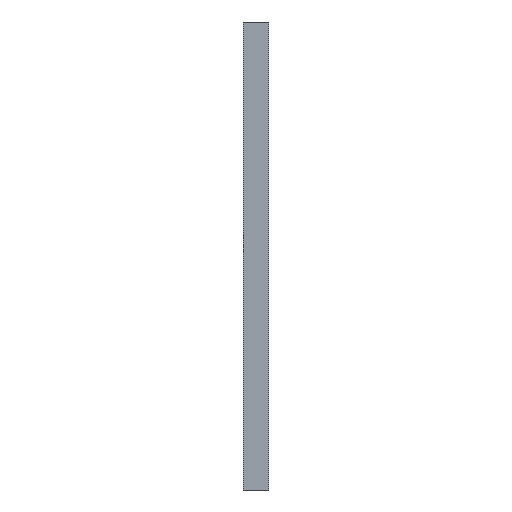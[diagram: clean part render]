
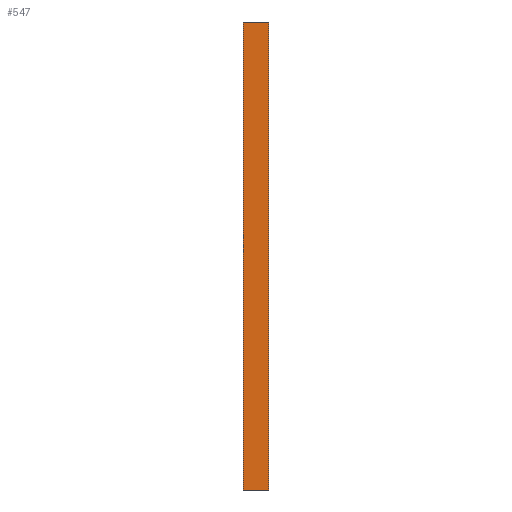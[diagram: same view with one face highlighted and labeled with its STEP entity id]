
A CAD part, left-side view. The second image highlights one B-rep face of the part: STEP entity #547.
In plain terms, the highlighted planar face has unit normal (-1, 0, 0).
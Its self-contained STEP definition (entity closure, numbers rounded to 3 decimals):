
#10 = EDGE_CURVE ( 'NONE', #759, #1042, #139, .T. ) ;
#31 = CARTESIAN_POINT ( 'NONE',  ( -10.1, -27.4, 500. ) ) ;
#94 = LINE ( 'NONE', #1245, #361 ) ;
#121 = CARTESIAN_POINT ( 'NONE',  ( -10.1, -0.3, 500. ) ) ;
#139 = LINE ( 'NONE', #31, #497 ) ;
#143 = LINE ( 'NONE', #564, #327 ) ;
#167 = LINE ( 'NONE', #586, #302 ) ;
#207 = VERTEX_POINT ( 'NONE', #121 ) ;
#293 = CARTESIAN_POINT ( 'NONE',  ( -10.1, -27.4, 0. ) ) ;
#302 = VECTOR ( 'NONE', #1017, 1000. ) ;
#327 = VECTOR ( 'NONE', #489, 1000. ) ;
#345 = DIRECTION ( 'NONE',  ( 0., 0., -1. ) ) ;
#357 = DIRECTION ( 'NONE',  ( 0., 0., -1. ) ) ;
#361 = VECTOR ( 'NONE', #707, 1000. ) ;
#405 = CARTESIAN_POINT ( 'NONE',  ( -10.1, -0.3, 0. ) ) ;
#483 = CARTESIAN_POINT ( 'NONE',  ( -10.1, -27.4, 500. ) ) ;
#489 = DIRECTION ( 'NONE',  ( 0., 0., -1. ) ) ;
#497 = VECTOR ( 'NONE', #357, 1000. ) ;
#547 = ADVANCED_FACE ( 'NONE', ( #887 ), #662, .F. ) ;
#550 = ORIENTED_EDGE ( 'NONE', *, *, #620, .F. ) ;
#564 = CARTESIAN_POINT ( 'NONE',  ( -10.1, -0.3, 500. ) ) ;
#586 = CARTESIAN_POINT ( 'NONE',  ( -10.1, -27.4, 500. ) ) ;
#618 = EDGE_LOOP ( 'NONE', ( #1191, #1157, #550, #1079 ) ) ;
#620 = EDGE_CURVE ( 'NONE', #207, #759, #167, .T. ) ;
#662 = PLANE ( 'NONE',  #1238 ) ;
#707 = DIRECTION ( 'NONE',  ( 0., -1., 0. ) ) ;
#727 = CARTESIAN_POINT ( 'NONE',  ( -10.1, -27.4, 500. ) ) ;
#759 = VERTEX_POINT ( 'NONE', #727 ) ;
#887 = FACE_OUTER_BOUND ( 'NONE', #618, .T. ) ;
#911 = DIRECTION ( 'NONE',  ( 1., 0., 0. ) ) ;
#1017 = DIRECTION ( 'NONE',  ( 0., -1., 0. ) ) ;
#1042 = VERTEX_POINT ( 'NONE', #293 ) ;
#1075 = EDGE_CURVE ( 'NONE', #1120, #1042, #94, .T. ) ;
#1079 = ORIENTED_EDGE ( 'NONE', *, *, #1236, .T. ) ;
#1120 = VERTEX_POINT ( 'NONE', #405 ) ;
#1157 = ORIENTED_EDGE ( 'NONE', *, *, #10, .F. ) ;
#1191 = ORIENTED_EDGE ( 'NONE', *, *, #1075, .T. ) ;
#1236 = EDGE_CURVE ( 'NONE', #207, #1120, #143, .T. ) ;
#1238 = AXIS2_PLACEMENT_3D ( 'NONE', #483, #911, #345 ) ;
#1245 = CARTESIAN_POINT ( 'NONE',  ( -10.1, -27.4, 0. ) ) ;
